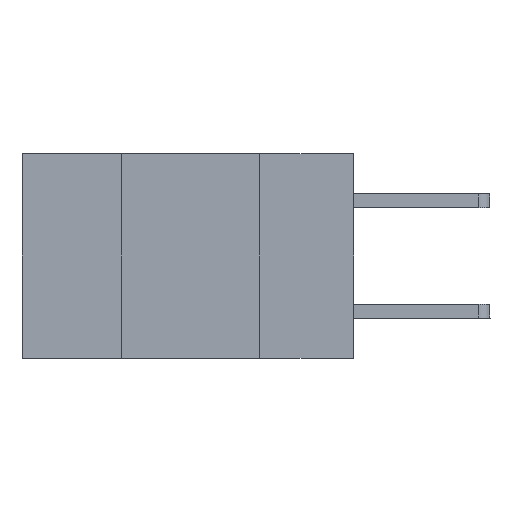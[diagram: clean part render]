
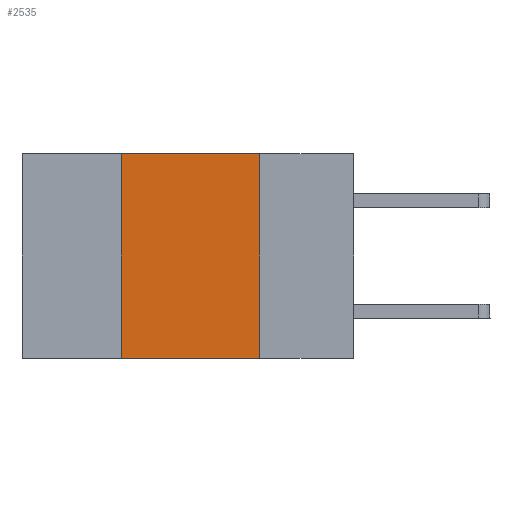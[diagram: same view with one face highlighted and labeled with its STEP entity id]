
A CAD part, left-side view. The second image highlights one B-rep face of the part: STEP entity #2535.
In plain terms, the highlighted planar face has unit normal (-1, 0, 0).
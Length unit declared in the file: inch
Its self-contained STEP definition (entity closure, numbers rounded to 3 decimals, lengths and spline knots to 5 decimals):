
#418 = VECTOR ( 'NONE', #10172, 39.37008 ) ;
#2484 = EDGE_LOOP ( 'NONE', ( #8689, #12295, #4669, #9714 ) ) ;
#2535 = ADVANCED_FACE ( 'NONE', ( #5797 ), #8293, .F. ) ;
#2933 = LINE ( 'NONE', #6040, #10547 ) ;
#3117 = DIRECTION ( 'NONE',  ( 1., 0., 0. ) ) ;
#3277 = LINE ( 'NONE', #7683, #9920 ) ;
#4115 = CARTESIAN_POINT ( 'NONE',  ( 0., 0.17, -0.37 ) ) ;
#4522 = DIRECTION ( 'NONE',  ( 0., 0., 1. ) ) ;
#4669 = ORIENTED_EDGE ( 'NONE', *, *, #7803, .F. ) ;
#5279 = CARTESIAN_POINT ( 'NONE',  ( 0., 0.6, 0. ) ) ;
#5797 = FACE_OUTER_BOUND ( 'NONE', #2484, .T. ) ;
#6040 = CARTESIAN_POINT ( 'NONE',  ( 0., 0.6, -0.37 ) ) ;
#6647 = DIRECTION ( 'NONE',  ( 0., 0., -1. ) ) ;
#7683 = CARTESIAN_POINT ( 'NONE',  ( 0., 0.17, 0. ) ) ;
#7754 = EDGE_CURVE ( 'NONE', #11646, #9295, #8015, .T. ) ;
#7803 = EDGE_CURVE ( 'NONE', #11638, #11646, #8671, .T. ) ;
#8015 = LINE ( 'NONE', #12036, #418 ) ;
#8293 = PLANE ( 'NONE',  #11577 ) ;
#8643 = CARTESIAN_POINT ( 'NONE',  ( 0., 0.42, 0. ) ) ;
#8671 = LINE ( 'NONE', #8643, #10278 ) ;
#8689 = ORIENTED_EDGE ( 'NONE', *, *, #9182, .F. ) ;
#9182 = EDGE_CURVE ( 'NONE', #9295, #10495, #3277, .T. ) ;
#9230 = CARTESIAN_POINT ( 'NONE',  ( 0., 0.17, 0. ) ) ;
#9295 = VERTEX_POINT ( 'NONE', #9230 ) ;
#9478 = DIRECTION ( 'NONE',  ( 0., 0., -1. ) ) ;
#9714 = ORIENTED_EDGE ( 'NONE', *, *, #11860, .T. ) ;
#9920 = VECTOR ( 'NONE', #6647, 39.37008 ) ;
#10172 = DIRECTION ( 'NONE',  ( 0., -1., 0. ) ) ;
#10278 = VECTOR ( 'NONE', #4522, 39.37008 ) ;
#10495 = VERTEX_POINT ( 'NONE', #4115 ) ;
#10547 = VECTOR ( 'NONE', #13261, 39.37008 ) ;
#10858 = CARTESIAN_POINT ( 'NONE',  ( 0., 0.42, 0. ) ) ;
#11577 = AXIS2_PLACEMENT_3D ( 'NONE', #5279, #3117, #9478 ) ;
#11638 = VERTEX_POINT ( 'NONE', #11909 ) ;
#11646 = VERTEX_POINT ( 'NONE', #10858 ) ;
#11860 = EDGE_CURVE ( 'NONE', #11638, #10495, #2933, .T. ) ;
#11909 = CARTESIAN_POINT ( 'NONE',  ( 0., 0.42, -0.37 ) ) ;
#12036 = CARTESIAN_POINT ( 'NONE',  ( 0., 0.6, 0. ) ) ;
#12295 = ORIENTED_EDGE ( 'NONE', *, *, #7754, .F. ) ;
#13261 = DIRECTION ( 'NONE',  ( 0., -1., 0. ) ) ;
